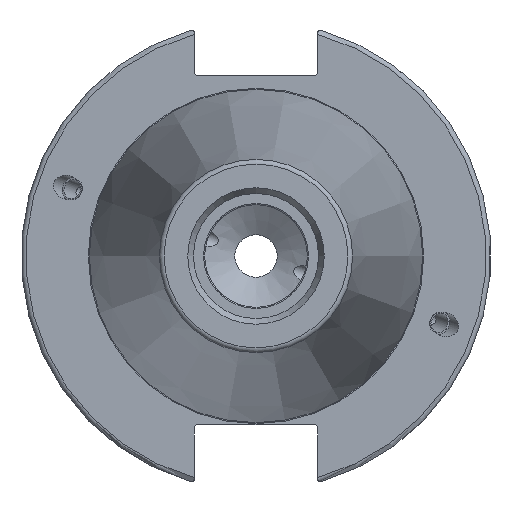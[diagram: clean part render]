
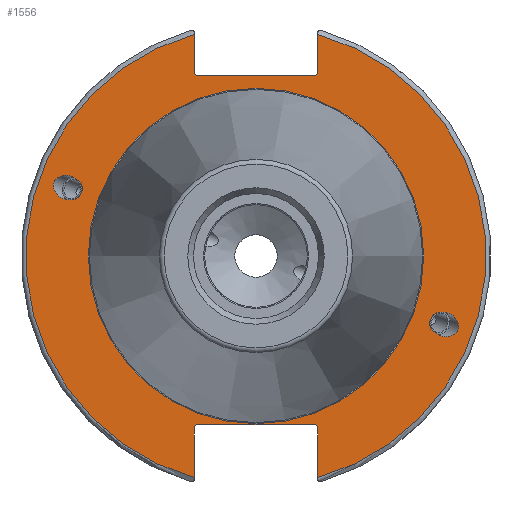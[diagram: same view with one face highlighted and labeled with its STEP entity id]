
A CAD part, left-side view. The second image highlights one B-rep face of the part: STEP entity #1556.
In plain terms, the highlighted planar face has unit normal (-1, 0, 0).
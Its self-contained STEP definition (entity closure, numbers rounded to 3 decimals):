
#98=FACE_BOUND('',#302,.T.);
#99=FACE_BOUND('',#303,.T.);
#100=FACE_BOUND('',#304,.T.);
#127=PLANE('',#1728);
#197=FACE_OUTER_BOUND('',#301,.T.);
#301=EDGE_LOOP('',(#1243,#1244,#1245,#1246,#1247,#1248,#1249,#1250,#1251,
#1252,#1253,#1254));
#302=EDGE_LOOP('',(#1255));
#303=EDGE_LOOP('',(#1256));
#304=EDGE_LOOP('',(#1257));
#405=CIRCLE('',#1726,35.125);
#407=CIRCLE('',#1729,48.213);
#408=CIRCLE('',#1730,48.213);
#479=LINE('',#2916,#573);
#480=LINE('',#2918,#574);
#481=LINE('',#2920,#575);
#482=LINE('',#2922,#576);
#483=LINE('',#2924,#577);
#484=LINE('',#2928,#578);
#485=LINE('',#2930,#579);
#486=LINE('',#2932,#580);
#487=LINE('',#2934,#581);
#488=LINE('',#2935,#582);
#573=VECTOR('',#2059,10.);
#574=VECTOR('',#2060,10.);
#575=VECTOR('',#2061,10.);
#576=VECTOR('',#2062,10.);
#577=VECTOR('',#2063,10.);
#578=VECTOR('',#2066,10.);
#579=VECTOR('',#2067,10.);
#580=VECTOR('',#2068,10.);
#581=VECTOR('',#2069,10.);
#582=VECTOR('',#2070,10.);
#622=ELLIPSE('',#1684,3.052,2.5);
#623=ELLIPSE('',#1718,3.052,2.5);
#683=VERTEX_POINT('',#2633);
#721=VERTEX_POINT('',#2892);
#726=VERTEX_POINT('',#2907);
#727=VERTEX_POINT('',#2912);
#728=VERTEX_POINT('',#2913);
#729=VERTEX_POINT('',#2915);
#730=VERTEX_POINT('',#2917);
#731=VERTEX_POINT('',#2919);
#732=VERTEX_POINT('',#2921);
#733=VERTEX_POINT('',#2923);
#734=VERTEX_POINT('',#2925);
#735=VERTEX_POINT('',#2927);
#736=VERTEX_POINT('',#2929);
#737=VERTEX_POINT('',#2931);
#738=VERTEX_POINT('',#2933);
#858=EDGE_CURVE('',#683,#683,#622,.T.);
#909=EDGE_CURVE('',#721,#721,#623,.T.);
#916=EDGE_CURVE('',#726,#726,#405,.T.);
#918=EDGE_CURVE('',#727,#728,#407,.T.);
#919=EDGE_CURVE('',#727,#729,#479,.T.);
#920=EDGE_CURVE('',#730,#729,#480,.T.);
#921=EDGE_CURVE('',#730,#731,#481,.T.);
#922=EDGE_CURVE('',#732,#731,#482,.T.);
#923=EDGE_CURVE('',#732,#733,#483,.T.);
#924=EDGE_CURVE('',#734,#733,#408,.T.);
#925=EDGE_CURVE('',#734,#735,#484,.T.);
#926=EDGE_CURVE('',#736,#735,#485,.T.);
#927=EDGE_CURVE('',#736,#737,#486,.T.);
#928=EDGE_CURVE('',#738,#737,#487,.T.);
#929=EDGE_CURVE('',#738,#728,#488,.T.);
#1243=ORIENTED_EDGE('',*,*,#918,.F.);
#1244=ORIENTED_EDGE('',*,*,#919,.T.);
#1245=ORIENTED_EDGE('',*,*,#920,.F.);
#1246=ORIENTED_EDGE('',*,*,#921,.T.);
#1247=ORIENTED_EDGE('',*,*,#922,.F.);
#1248=ORIENTED_EDGE('',*,*,#923,.T.);
#1249=ORIENTED_EDGE('',*,*,#924,.F.);
#1250=ORIENTED_EDGE('',*,*,#925,.T.);
#1251=ORIENTED_EDGE('',*,*,#926,.F.);
#1252=ORIENTED_EDGE('',*,*,#927,.T.);
#1253=ORIENTED_EDGE('',*,*,#928,.F.);
#1254=ORIENTED_EDGE('',*,*,#929,.T.);
#1255=ORIENTED_EDGE('',*,*,#858,.T.);
#1256=ORIENTED_EDGE('',*,*,#909,.T.);
#1257=ORIENTED_EDGE('',*,*,#916,.F.);
#1556=ADVANCED_FACE('',(#197,#98,#99,#100),#127,.T.);
#1684=AXIS2_PLACEMENT_3D('',#2635,#1949,#1950);
#1718=AXIS2_PLACEMENT_3D('',#2894,#2033,#2034);
#1726=AXIS2_PLACEMENT_3D('',#2909,#2051,#2052);
#1728=AXIS2_PLACEMENT_3D('',#2911,#2055,#2056);
#1729=AXIS2_PLACEMENT_3D('',#2914,#2057,#2058);
#1730=AXIS2_PLACEMENT_3D('',#2926,#2064,#2065);
#1949=DIRECTION('center_axis',(1.,0.,0.));
#1950=DIRECTION('ref_axis',(0.,-0.94,-0.342));
#2033=DIRECTION('center_axis',(1.,0.,0.));
#2034=DIRECTION('ref_axis',(0.,0.94,0.342));
#2051=DIRECTION('center_axis',(-1.,0.,0.));
#2052=DIRECTION('ref_axis',(0.,-1.,0.));
#2055=DIRECTION('center_axis',(-1.,0.,0.));
#2056=DIRECTION('ref_axis',(0.,0.,1.));
#2057=DIRECTION('center_axis',(1.,0.,0.));
#2058=DIRECTION('ref_axis',(0.,-1.,0.));
#2059=DIRECTION('',(0.,0.,-1.));
#2060=DIRECTION('',(0.,-0.707,0.707));
#2061=DIRECTION('',(0.,1.,0.));
#2062=DIRECTION('',(0.,-0.707,-0.707));
#2063=DIRECTION('',(0.,0.,1.));
#2064=DIRECTION('center_axis',(1.,0.,0.));
#2065=DIRECTION('ref_axis',(0.,1.,0.));
#2066=DIRECTION('',(0.,0.,1.));
#2067=DIRECTION('',(0.,0.707,-0.707));
#2068=DIRECTION('',(0.,-1.,0.));
#2069=DIRECTION('',(0.,0.707,0.707));
#2070=DIRECTION('',(0.,0.,-1.));
#2633=CARTESIAN_POINT('',(3.175,-36.599,-13.321));
#2635=CARTESIAN_POINT('Origin',(3.175,-39.467,-14.365));
#2892=CARTESIAN_POINT('',(3.175,36.599,13.321));
#2894=CARTESIAN_POINT('Origin',(3.175,39.467,14.365));
#2907=CARTESIAN_POINT('',(3.175,0.,35.125));
#2909=CARTESIAN_POINT('Origin',(3.175,0.,0.));
#2911=CARTESIAN_POINT('Origin',(3.175,49.213,0.));
#2912=CARTESIAN_POINT('',(3.175,-12.95,46.441));
#2913=CARTESIAN_POINT('',(3.175,-12.95,-46.441));
#2914=CARTESIAN_POINT('Origin',(3.175,0.,0.));
#2915=CARTESIAN_POINT('',(3.175,-12.95,38.219));
#2916=CARTESIAN_POINT('',(3.175,-12.95,18.86));
#2917=CARTESIAN_POINT('',(3.175,-12.45,37.719));
#2918=CARTESIAN_POINT('',(3.175,12.27,12.999));
#2919=CARTESIAN_POINT('',(3.175,12.45,37.719));
#2920=CARTESIAN_POINT('',(3.175,24.606,37.719));
#2921=CARTESIAN_POINT('',(3.175,12.95,38.219));
#2922=CARTESIAN_POINT('',(3.175,12.336,37.605));
#2923=CARTESIAN_POINT('',(3.175,12.95,46.441));
#2924=CARTESIAN_POINT('',(3.175,12.95,18.86));
#2925=CARTESIAN_POINT('',(3.175,12.95,-46.441));
#2926=CARTESIAN_POINT('Origin',(3.175,0.,0.));
#2927=CARTESIAN_POINT('',(3.175,12.95,-35.806));
#2928=CARTESIAN_POINT('',(3.175,12.95,-17.653));
#2929=CARTESIAN_POINT('',(3.175,12.45,-35.306));
#2930=CARTESIAN_POINT('',(3.175,12.939,-35.795));
#2931=CARTESIAN_POINT('',(3.175,-12.45,-35.306));
#2932=CARTESIAN_POINT('',(3.175,24.606,-35.306));
#2933=CARTESIAN_POINT('',(3.175,-12.95,-35.806));
#2934=CARTESIAN_POINT('',(3.175,11.667,-11.189));
#2935=CARTESIAN_POINT('',(3.175,-12.95,-17.653));
